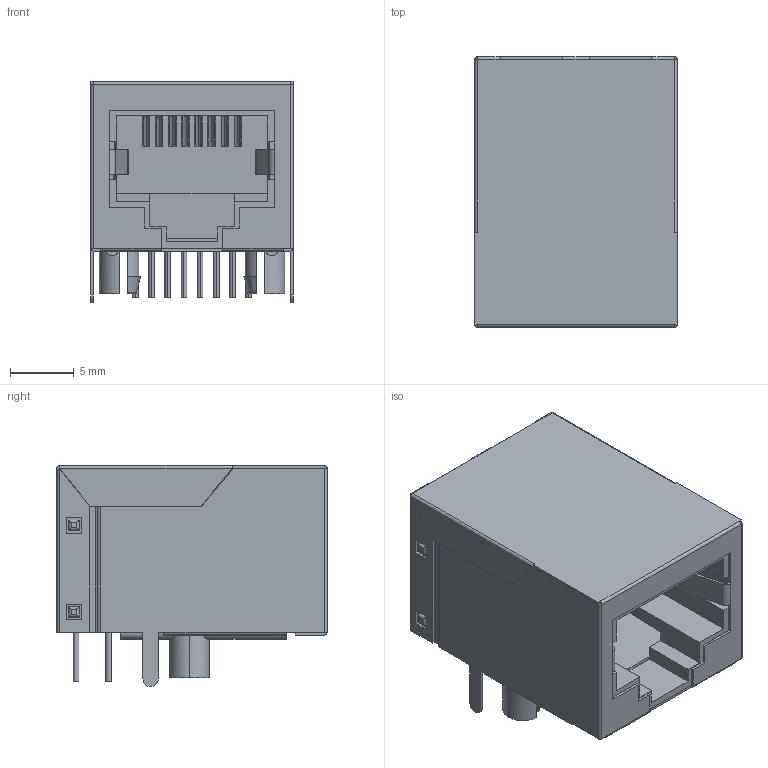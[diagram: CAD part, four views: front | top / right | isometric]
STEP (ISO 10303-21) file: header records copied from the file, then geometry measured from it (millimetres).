
FILE_DESCRIPTION (( 'STEP AP214' ), '1' );
FILE_NAME ('615008142621.STEP', '2024-08-31T09:07:10', ( '' ), ( '' ), 'SwSTEP 2.0', 'SolidWorks 2016', '' );
FILE_SCHEMA (( 'AUTOMOTIVE_DESIGN' ));
Length unit declared in the file: millimetre
Products named in the file (12): Pin6; Pin2; Pin1; 615008142621; Shielding; Housing2; Housing; Pin8; Pin7; Pin5; Pin3; Pin4
Assembly tree (11 placements, depth 2):
  615008142621
    Pin1
    Pin2
    Pin6
    Pin4
    Pin3
    Pin5
    Pin7
    Pin8
    Housing
    Housing2
    Shielding
Bounding box: 15.88 x 21.2 x 17.34 mm (x, y, z)
Volume: 2915.4 mm3; surface area: 7264.8 mm2
Topology: 11 solids, 11 shells, 666 faces, 1755 edges, 1118 vertices
Faces by surface type: plane 408, cylinder 220, bspline 35, cone 3
Entity records: 25492 total; most frequent: CARTESIAN_POINT 8698, ORIENTED_EDGE 3510, DIRECTION 3261, EDGE_CURVE 1755, LINE 1261, VECTOR 1261, VERTEX_POINT 1118, AXIS2_PLACEMENT_3D 1000
